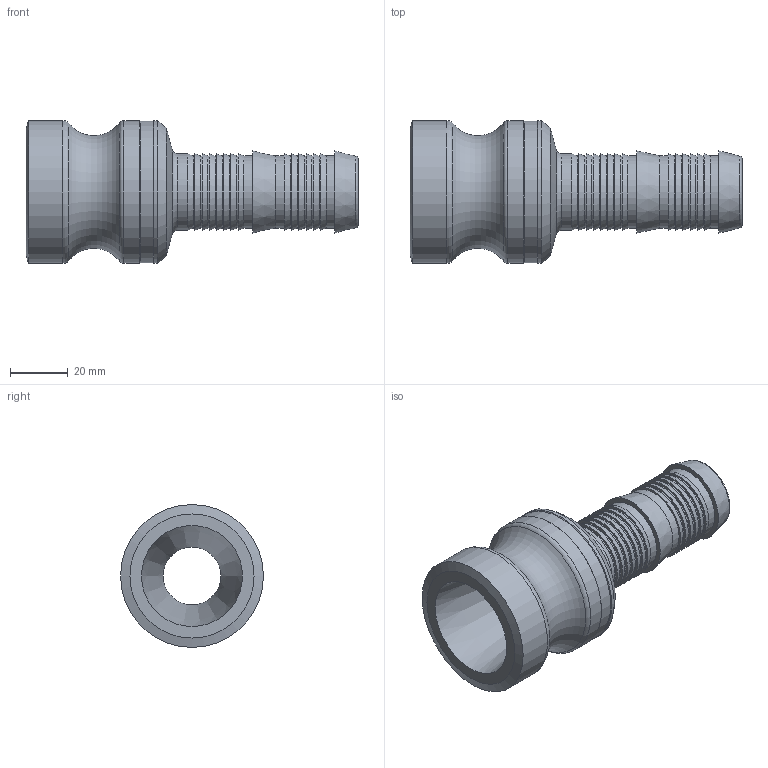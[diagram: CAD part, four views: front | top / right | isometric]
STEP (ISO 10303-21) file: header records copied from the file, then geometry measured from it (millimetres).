
FILE_DESCRIPTION(/* description */ ('SCHLAUCHSTECKER SLW 25'),/* implementation_level */ '2;1');
FILE_NAME(/* name */ 'vst_35_25_r_n.stp',/* time_stamp */ '2020-04-16T12:25:00+02:00',/* author */ ('ertl'),/* organization */ (''),/* preprocessor_version */ 'ST-DEVELOPER v17',/* originating_system */ 'Autodesk Inventor 2018',/* authorisation */ '70168,75 mm^3');
FILE_SCHEMA (('AUTOMOTIVE_DESIGN { 1 0 10303 214 3 1 1 }'));
Length unit declared in the file: millimetre
Products named in the file (1): 20051008B0000049-00
Bounding box: 115 x 49.5 x 49.5 mm (x, y, z)
Volume: 69998.8 mm3; surface area: 24436.1 mm2
Topology: 1 solids, 1 shells, 66 faces, 185 edges, 136 vertices
Faces by surface type: cone 23, cylinder 21, plane 17, torus 5
Full cylindrical faces by diameter (mm): 20 x1, 25 x15, 26.5 x1, 49 x1, 49.5 x3
Entity records: 2390 total; most frequent: DIRECTION 460, CARTESIAN_POINT 388, ORIENTED_EDGE 370, AXIS2_PLACEMENT_3D 208, EDGE_CURVE 185, CIRCLE 141, VERTEX_POINT 136, EDGE_LOOP 83
